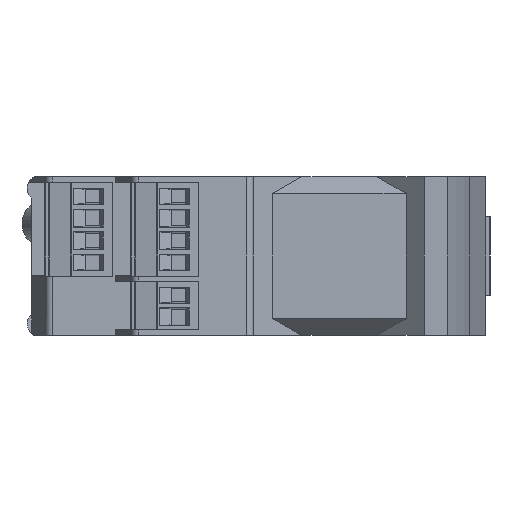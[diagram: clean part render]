
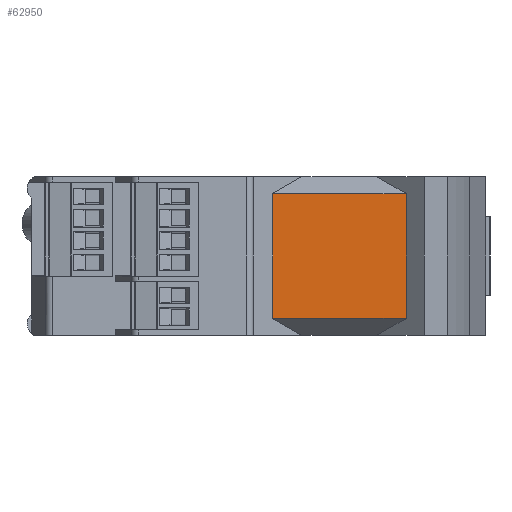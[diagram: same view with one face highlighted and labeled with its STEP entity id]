
A CAD part, left-side view. The second image highlights one B-rep face of the part: STEP entity #62950.
In plain terms, the highlighted face is planar.
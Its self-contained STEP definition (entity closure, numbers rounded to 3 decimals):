
#10820=CARTESIAN_POINT('',(42.55,49.1,
-64.047));
#10830=VERTEX_POINT('',#10820);
#10910=CARTESIAN_POINT('',(42.55,19.5,
-64.047));
#10920=VERTEX_POINT('',#10910);
#10950=CARTESIAN_POINT('',(42.55,-12.5,
-64.047));
#10960=DIRECTION('',(0.,1.,0.));
#10970=VECTOR('',#10960,1.);
#10980=LINE('',#10950,#10970);
#10990=EDGE_CURVE('',#10920,#10830,#10980,.T.);
#24680=CARTESIAN_POINT('',(42.55,49.1,-59.));
#24690=DIRECTION('',(0.,0.,1.));
#24700=VECTOR('',#24690,1.);
#24710=LINE('',#24680,#24700);
#24720=CARTESIAN_POINT('',(42.55,49.1,
-36.353));
#24730=VERTEX_POINT('',#24720);
#24740=EDGE_CURVE('',#10830,#24730,#24710,.T.);
#62720=CARTESIAN_POINT('',(42.55,49.1,-67.8));
#62730=DIRECTION('',(1.,0.,-0.));
#62740=DIRECTION('',(0.,1.,0.));
#62750=AXIS2_PLACEMENT_3D('',#62720,#62730,#62740);
#62760=PLANE('',#62750);
#62770=ORIENTED_EDGE('',*,*,#10990,.T.);
#62780=CARTESIAN_POINT('',(42.55,19.5,-59.));
#62790=DIRECTION('',(0.,0.,1.));
#62800=VECTOR('',#62790,1.);
#62810=LINE('',#62780,#62800);
#62820=CARTESIAN_POINT('',(42.55,19.5,
-36.353));
#62830=VERTEX_POINT('',#62820);
#62840=EDGE_CURVE('',#10920,#62830,#62810,.T.);
#62850=ORIENTED_EDGE('',*,*,#62840,.F.);
#62860=CARTESIAN_POINT('',(42.55,-12.5,
-36.353));
#62870=DIRECTION('',(0.,-1.,0.));
#62880=VECTOR('',#62870,1.);
#62890=LINE('',#62860,#62880);
#62900=EDGE_CURVE('',#24730,#62830,#62890,.T.);
#62910=ORIENTED_EDGE('',*,*,#62900,.T.);
#62920=ORIENTED_EDGE('',*,*,#24740,.T.);
#62930=EDGE_LOOP('',(#62920,#62910,#62850,#62770));
#62940=FACE_OUTER_BOUND('',#62930,.T.);
#62950=ADVANCED_FACE('',(#62940),#62760,.T.);
